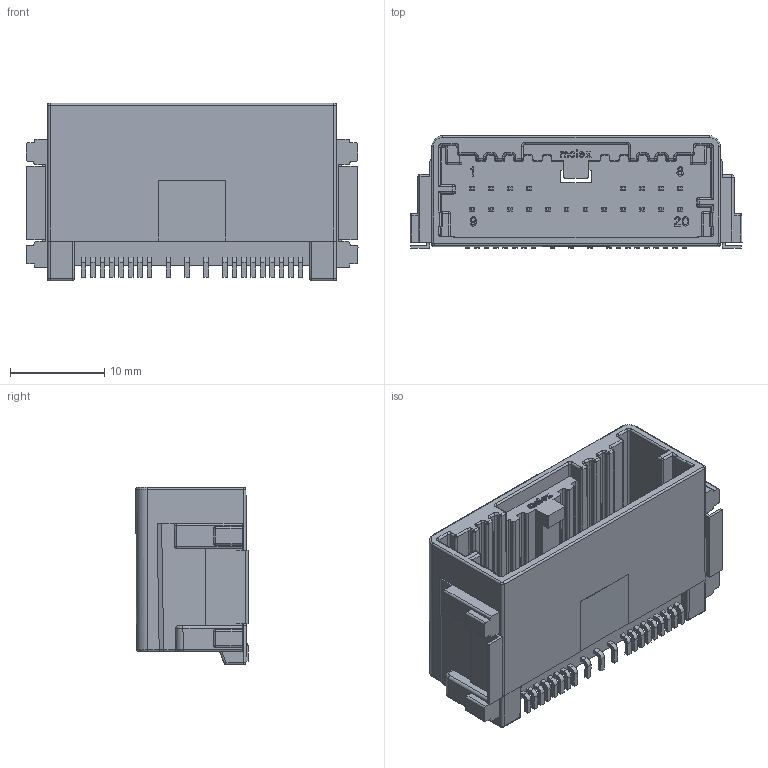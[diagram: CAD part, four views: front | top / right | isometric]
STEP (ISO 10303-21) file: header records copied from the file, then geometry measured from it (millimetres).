
FILE_DESCRIPTION((''),'2;1');
FILE_NAME('348978200','2016-02-26T',('ME'),(''),'PRO/ENGINEER BY PARAMETRIC TECHNOLOGY CORPORATION, 2012310','PRO/ENGINEER BY PARAMETRIC TECHNOLOGY CORPORATION, 2012310','');
FILE_SCHEMA(('CONFIG_CONTROL_DESIGN'));
Products named in the file (1): 348978200
Bounding box: 35.19 x 11.91 x 18.8 mm (x, y, z)
Volume: 2439 mm3; surface area: 4242 mm2
Topology: 1 solids, 4 shells, 1625 faces, 4556 edges, 2941 vertices
Faces by surface type: plane 1155, cylinder 324, bspline 89, sphere 50, torus 7
Entity records: 61599 total; most frequent: CARTESIAN_POINT 20712, ORIENTED_EDGE 8828, DIRECTION 7663, EDGE_CURVE 4414, VECTOR 3685, LINE 3685, VERTEX_POINT 2853, AXIS2_PLACEMENT_3D 1989
